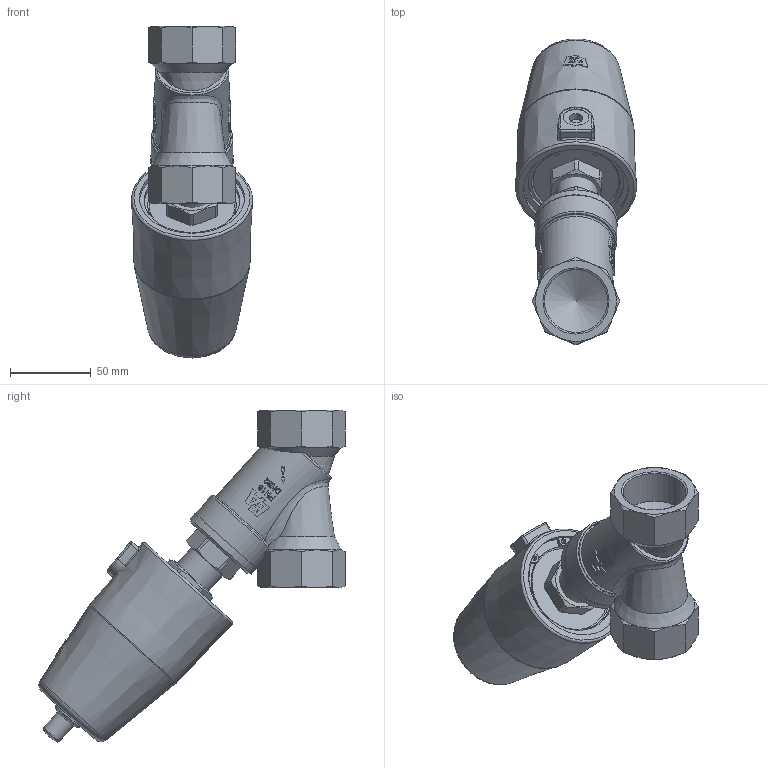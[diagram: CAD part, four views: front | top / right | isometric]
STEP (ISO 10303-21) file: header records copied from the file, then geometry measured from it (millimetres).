
FILE_DESCRIPTION(/* description */ ('DG2D1224032/OS'),/* implementation_level */ '2;1');
FILE_NAME(/* name */ 'DG2D1224032_OS.stp',/* time_stamp */ '2022-01-27T08:51:33+01:00',/* author */ ('hois'),/* organization */ (''),/* preprocessor_version */ 'ST-DEVELOPER v18.1',/* originating_system */ 'Autodesk Inventor 2020',/* authorisation */ '');
FILE_SCHEMA (('AUTOMOTIVE_DESIGN { 1 0 10303 214 3 1 1 }'));
Length unit declared in the file: millimetre
Products named in the file (7): DG2D1224032/OS; GGS0032.22.0033-GM; ETG0032.13.0103; SZY0630.23.0022; DER0650.06.0013; DIN0472-63x2,5; VST1415.08.0013
Assembly tree (6 placements, depth 2):
  DG2D1224032/OS
    GGS0032.22.0033-GM
    ETG0032.13.0103
    SZY0630.23.0022
    DER0650.06.0013
    DIN0472-63x2,5
    VST1415.08.0013
Bounding box: 74.92 x 189.41 x 205.39 mm (x, y, z)
Volume: 363171 mm3; surface area: 113558.8 mm2
Topology: 6 solids, 6 shells, 561 faces, 1497 edges, 997 vertices
Faces by surface type: plane 262, bspline 117, cylinder 98, cone 63, torus 20, sphere 1
Full cylindrical faces by diameter (mm): 1.5 x1, 3 x2, 3.5 x1, 8.566 x1, 8.7 x1, 11 x1, 12 x2, 12.376 x1, 13 x1, 14 x2, 16 x1, 20 x1, 23.5 x1, 24.376 x1, 26 x1, 38.952 x3, 39 x1, 41.91 x1, 43 x2, 45.5 x1, 50.5 x1, 51 x1, 63 x1, 64 x1, 65 x3, 69 x1
Entity records: 24243 total; most frequent: CARTESIAN_POINT 10457, ORIENTED_EDGE 2988, DIRECTION 2666, EDGE_CURVE 1494, AXIS2_PLACEMENT_3D 1073, VERTEX_POINT 997, EDGE_LOOP 627, FACE_OUTER_BOUND 561
